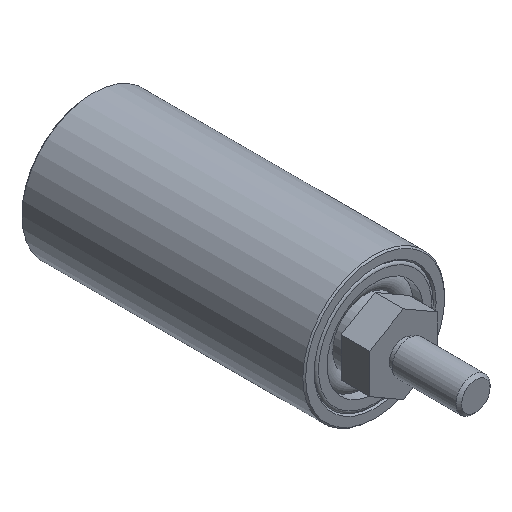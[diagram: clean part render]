
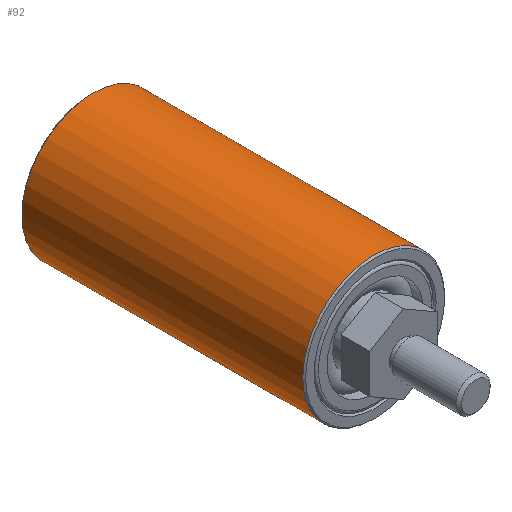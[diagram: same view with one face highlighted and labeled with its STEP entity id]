
A CAD part, isometric view. The second image highlights one B-rep face of the part: STEP entity #92.
In plain terms, the highlighted cylindrical face has radius 25 mm (diameter 50 mm), a full revolution.
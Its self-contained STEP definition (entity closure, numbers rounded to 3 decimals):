
#46 = DIRECTION ( 'NONE',  ( 0., 0., -1. ) ) ;
#71 = EDGE_LOOP ( 'NONE', ( #347 ) ) ;
#75 = AXIS2_PLACEMENT_3D ( 'NONE', #561, #415, #804 ) ;
#92 = ADVANCED_FACE ( 'NONE', ( #882, #331 ), #116, .T. ) ;
#116 = CYLINDRICAL_SURFACE ( 'NONE', #75, 25. ) ;
#152 = CIRCLE ( 'NONE', #716, 25. ) ;
#221 = CARTESIAN_POINT ( 'NONE',  ( 0., 135., 25. ) ) ;
#227 = VERTEX_POINT ( 'NONE', #221 ) ;
#287 = CARTESIAN_POINT ( 'NONE',  ( 0., 36., -25. ) ) ;
#328 = AXIS2_PLACEMENT_3D ( 'NONE', #970, #803, #46 ) ;
#331 = FACE_OUTER_BOUND ( 'NONE', #847, .T. ) ;
#347 = ORIENTED_EDGE ( 'NONE', *, *, #423, .T. ) ;
#415 = DIRECTION ( 'NONE',  ( 0., 1., 0. ) ) ;
#423 = EDGE_CURVE ( 'NONE', #227, #227, #152, .T. ) ;
#462 = DIRECTION ( 'NONE',  ( 0., 0., 1. ) ) ;
#561 = CARTESIAN_POINT ( 'NONE',  ( 0., 35.5, 0. ) ) ;
#625 = CARTESIAN_POINT ( 'NONE',  ( 0., 135., 0. ) ) ;
#716 = AXIS2_PLACEMENT_3D ( 'NONE', #625, #926, #462 ) ;
#755 = CIRCLE ( 'NONE', #328, 25. ) ;
#803 = DIRECTION ( 'NONE',  ( 0., 1., 0. ) ) ;
#804 = DIRECTION ( 'NONE',  ( 0., 0., 1. ) ) ;
#812 = ORIENTED_EDGE ( 'NONE', *, *, #929, .T. ) ;
#847 = EDGE_LOOP ( 'NONE', ( #812 ) ) ;
#882 = FACE_OUTER_BOUND ( 'NONE', #71, .T. ) ;
#919 = VERTEX_POINT ( 'NONE', #287 ) ;
#926 = DIRECTION ( 'NONE',  ( 0., -1., 0. ) ) ;
#929 = EDGE_CURVE ( 'NONE', #919, #919, #755, .T. ) ;
#970 = CARTESIAN_POINT ( 'NONE',  ( 0., 36., 0. ) ) ;
